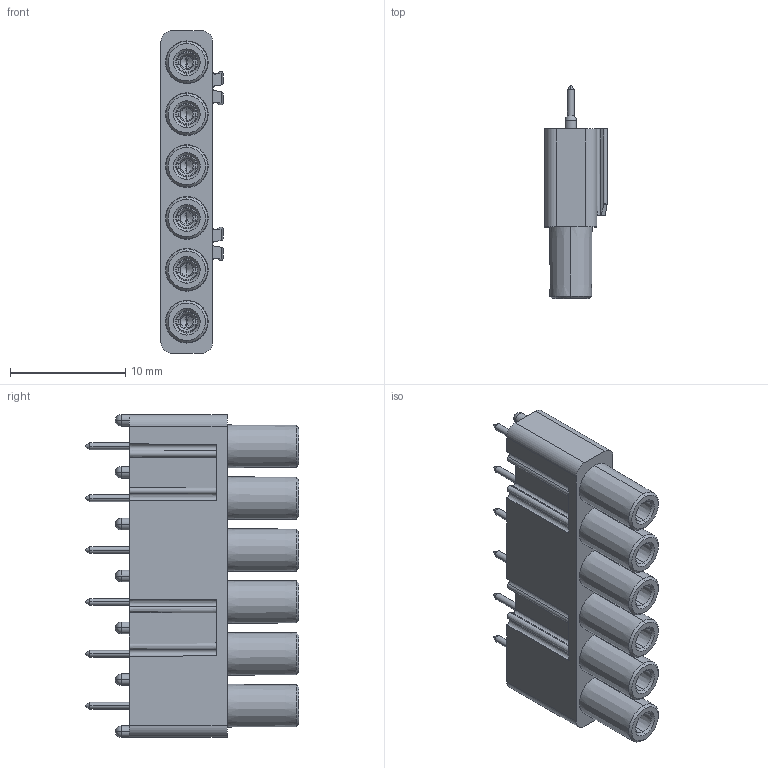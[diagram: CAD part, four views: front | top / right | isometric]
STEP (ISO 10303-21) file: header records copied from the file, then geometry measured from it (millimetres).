
FILE_DESCRIPTION((''),'2;1');
FILE_NAME('PRT0001','2017-09-15T',('tl.yang'),(''),'PRO/ENGINEER BY PARAMETRIC TECHNOLOGY CORPORATION, 2011500','PRO/ENGINEER BY PARAMETRIC TECHNOLOGY CORPORATION, 2011500','');
FILE_SCHEMA(('CONFIG_CONTROL_DESIGN'));
Length unit declared in the file: millimetre
Products named in the file (1): PRT0001
Bounding box: 5.4 x 18.5 x 28 mm (x, y, z)
Volume: 1320 mm3; surface area: 2146.3 mm2
Topology: 1 solids, 1 shells, 416 faces, 1026 edges, 633 vertices
Faces by surface type: plane 130, cylinder 128, cone 108, torus 36, sphere 14
Entity records: 12485 total; most frequent: CARTESIAN_POINT 2450, DIRECTION 2250, ORIENTED_EDGE 2000, EDGE_CURVE 1000, AXIS2_PLACEMENT_3D 902, VERTEX_POINT 633, CIRCLE 486, EDGE_LOOP 463
